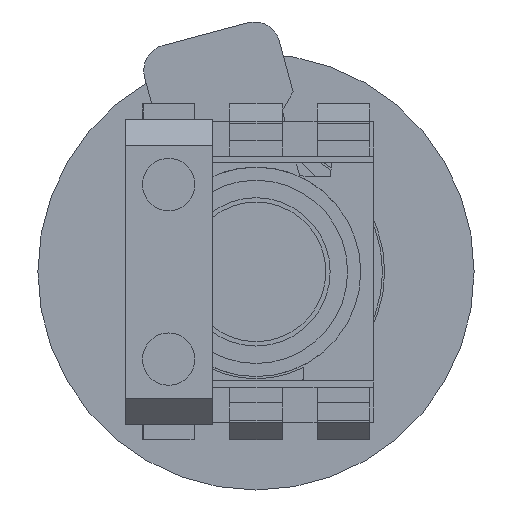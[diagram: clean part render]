
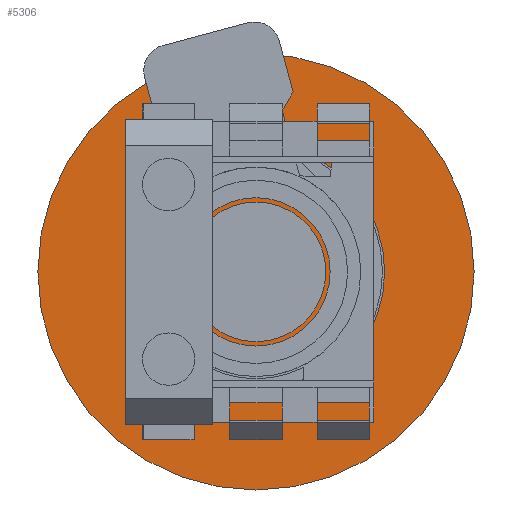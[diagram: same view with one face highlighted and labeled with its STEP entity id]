
A CAD part, front view. The second image highlights one B-rep face of the part: STEP entity #5306.
In plain terms, the highlighted planar face has unit normal (0, -1, 0).
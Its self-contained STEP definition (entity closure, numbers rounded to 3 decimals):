
#154 = CARTESIAN_POINT ( 'NONE',  ( 0., 25.05, 0. ) ) ;
#184 = PLANE ( 'NONE',  #2279 ) ;
#406 = VERTEX_POINT ( 'NONE', #4197 ) ;
#644 = CARTESIAN_POINT ( 'NONE',  ( 25., 25.05, 0. ) ) ;
#714 = DIRECTION ( 'NONE',  ( 0., -1., 0. ) ) ;
#770 = DIRECTION ( 'NONE',  ( 1., 0., 0. ) ) ;
#875 = CARTESIAN_POINT ( 'NONE',  ( -8., 25.05, 0. ) ) ;
#1122 = CIRCLE ( 'NONE', #1809, 8. ) ;
#1260 = VERTEX_POINT ( 'NONE', #6072 ) ;
#1324 = CIRCLE ( 'NONE', #1752, 25. ) ;
#1752 = AXIS2_PLACEMENT_3D ( 'NONE', #4957, #6049, #6723 ) ;
#1793 = AXIS2_PLACEMENT_3D ( 'NONE', #4656, #7112, #3481 ) ;
#1809 = AXIS2_PLACEMENT_3D ( 'NONE', #3555, #714, #2377 ) ;
#1972 = ORIENTED_EDGE ( 'NONE', *, *, #5243, .F. ) ;
#2257 = VERTEX_POINT ( 'NONE', #644 ) ;
#2279 = AXIS2_PLACEMENT_3D ( 'NONE', #154, #7513, #770 ) ;
#2377 = DIRECTION ( 'NONE',  ( 1., 0., 0. ) ) ;
#2623 = EDGE_CURVE ( 'NONE', #406, #2257, #1324, .T. ) ;
#3388 = VERTEX_POINT ( 'NONE', #875 ) ;
#3481 = DIRECTION ( 'NONE',  ( 1., 0., 0. ) ) ;
#3555 = CARTESIAN_POINT ( 'NONE',  ( 0., 25.05, 0. ) ) ;
#3872 = DIRECTION ( 'NONE',  ( 0., -1., 0. ) ) ;
#3932 = ORIENTED_EDGE ( 'NONE', *, *, #4158, .F. ) ;
#4158 = EDGE_CURVE ( 'NONE', #1260, #3388, #4485, .T. ) ;
#4197 = CARTESIAN_POINT ( 'NONE',  ( -25., 25.05, 0. ) ) ;
#4400 = EDGE_LOOP ( 'NONE', ( #3932, #1972 ) ) ;
#4463 = DIRECTION ( 'NONE',  ( 1., 0., 0. ) ) ;
#4485 = CIRCLE ( 'NONE', #4635, 8. ) ;
#4635 = AXIS2_PLACEMENT_3D ( 'NONE', #6275, #3872, #4463 ) ;
#4656 = CARTESIAN_POINT ( 'NONE',  ( 0., 25.05, 0. ) ) ;
#4957 = CARTESIAN_POINT ( 'NONE',  ( 0., 25.05, 0. ) ) ;
#5243 = EDGE_CURVE ( 'NONE', #3388, #1260, #1122, .T. ) ;
#5306 = ADVANCED_FACE ( 'NONE', ( #7700, #7010 ), #184, .T. ) ;
#6049 = DIRECTION ( 'NONE',  ( 0., -1., 0. ) ) ;
#6072 = CARTESIAN_POINT ( 'NONE',  ( 8., 25.05, 0. ) ) ;
#6275 = CARTESIAN_POINT ( 'NONE',  ( 0., 25.05, 0. ) ) ;
#6304 = ORIENTED_EDGE ( 'NONE', *, *, #6986, .T. ) ;
#6540 = ORIENTED_EDGE ( 'NONE', *, *, #2623, .T. ) ;
#6661 = EDGE_LOOP ( 'NONE', ( #6304, #6540 ) ) ;
#6723 = DIRECTION ( 'NONE',  ( 1., 0., 0. ) ) ;
#6986 = EDGE_CURVE ( 'NONE', #2257, #406, #7761, .T. ) ;
#7010 = FACE_BOUND ( 'NONE', #4400, .T. ) ;
#7112 = DIRECTION ( 'NONE',  ( 0., -1., 0. ) ) ;
#7513 = DIRECTION ( 'NONE',  ( 0., -1., 0. ) ) ;
#7700 = FACE_OUTER_BOUND ( 'NONE', #6661, .T. ) ;
#7761 = CIRCLE ( 'NONE', #1793, 25. ) ;
